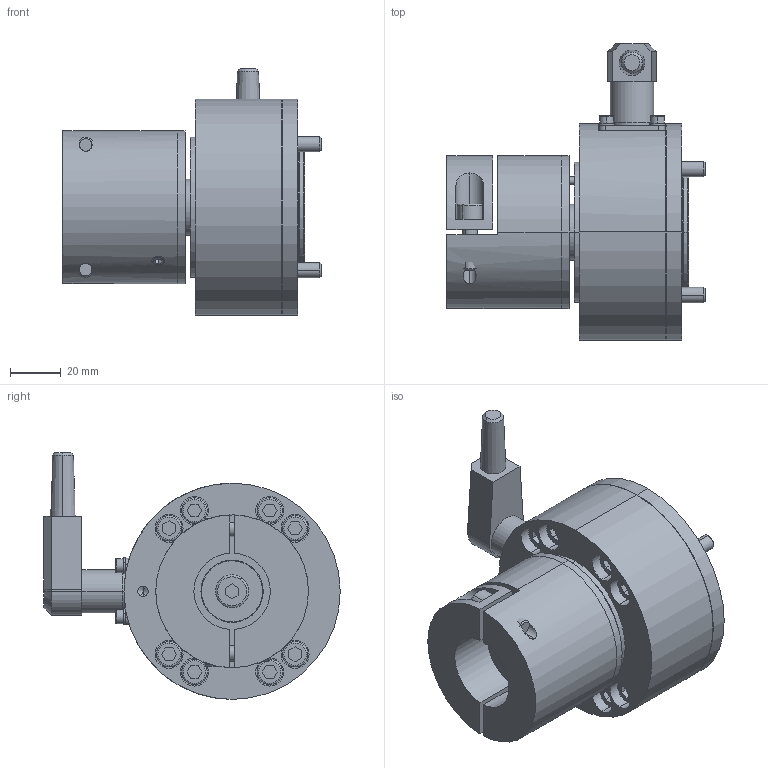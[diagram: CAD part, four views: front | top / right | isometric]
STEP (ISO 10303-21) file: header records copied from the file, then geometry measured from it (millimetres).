
FILE_DESCRIPTION (( 'STEP AP203' ), '1' );
FILE_NAME ('31102223_C.step', '2021-10-05T15:22:33', ( '' ), ( '' ), 'SwSTEP 2.0', 'SolidWorks 2018', '' );
FILE_SCHEMA (( 'CONFIG_CONTROL_DESIGN' ));
Length unit declared in the file: millimetre
Products named in the file (21): Zyl-Schr DIN912_M6x30; 31102199_01; Zyl-Schr DIN912_M6x20; Zyl-Schr DIN912_M3x6; Flanschstecker_M14x1_Mini_5pol; 070908-1_stp_01; Zyl-Schr DIN7984_M8x12; Gew-Sti-I6kt-Zapfen DIN915_M5x10; 31100948_01; 070907-2_01; 070907-4_01; 091113-3_stp_01; Federringe_DIN127A_M03; 31102223_C; 090409-3_01; Senkniete_90起d3x10; Zyl-Schr DIN912_M6x40; Sch DIN9021_M8; 061205-3_01; Se-Schr DIN7991_M3x8; RKL_6203_01
Assembly tree (36 placements, depth 3):
  31102223_C
    070908-1_stp_01
      091113-3_stp_01
      070907-2_01
      Federringe_DIN127A_M03  x4
      Zyl-Schr DIN912_M3x6  x4
      Flanschstecker_M14x1_Mini_5pol
      Zyl-Schr DIN912_M6x30  x4
    31102199_01
      090409-3_01
      061205-3_01
      Zyl-Schr DIN912_M6x20  x2
      Zyl-Schr DIN7984_M8x12
      Senkniete_90起d3x10
      Se-Schr DIN7991_M3x8  x4
      Gew-Sti-I6kt-Zapfen DIN915_M5x10
      Sch DIN9021_M8
      RKL_6203_01
    31100948_01
    070907-4_01
    Zyl-Schr DIN912_M6x40  x4
Bounding box: 101.5 x 116.5 x 97 mm (x, y, z)
Volume: 301285.2 mm3; surface area: 111790.3 mm2
Topology: 44 solids, 44 shells, 839 faces, 1890 edges, 1184 vertices
Faces by surface type: cylinder 339, plane 302, cone 123, torus 59, sphere 16
Entity records: 19794 total; most frequent: DIRECTION 3239, CARTESIAN_POINT 3231, ORIENTED_EDGE 2604, AXIS2_PLACEMENT_3D 1332, EDGE_CURVE 1302, VERTEX_POINT 838, EDGE_LOOP 736, CIRCLE 701
